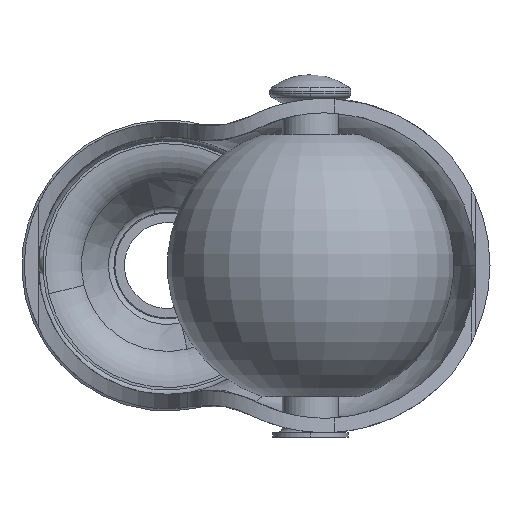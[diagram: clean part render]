
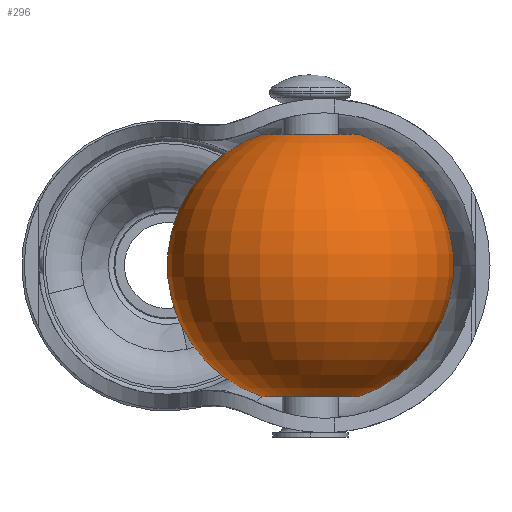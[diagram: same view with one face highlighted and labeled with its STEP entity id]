
A CAD part, front view. The second image highlights one B-rep face of the part: STEP entity #296.
In plain terms, the highlighted toroidal (fillet/blend) face has major radius 0.547 mm and minor radius 14.453 mm.
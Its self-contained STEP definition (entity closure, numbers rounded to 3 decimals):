
#207 = EDGE_CURVE ( 'NONE', #3033, #4746, #5900, .T. ) ;
#296 = ADVANCED_FACE ( 'NONE', ( #4831 ), #695, .T. ) ;
#351 = EDGE_CURVE ( 'NONE', #5280, #3033, #2103, .T. ) ;
#695 = TOROIDAL_SURFACE ( 'NONE', #3635, 0.547, 14.453 ) ;
#923 = DIRECTION ( 'NONE',  ( 0., 1., 0. ) ) ;
#1181 = EDGE_CURVE ( 'NONE', #4249, #4746, #5456, .T. ) ;
#1326 = AXIS2_PLACEMENT_3D ( 'NONE', #6349, #2749, #5829 ) ;
#1512 = DIRECTION ( 'NONE',  ( -1., 0., 0. ) ) ;
#1738 = CARTESIAN_POINT ( 'NONE',  ( 20., -29.755, -13.75 ) ) ;
#2044 = CARTESIAN_POINT ( 'NONE',  ( 15., -29.755, 13.75 ) ) ;
#2103 = CIRCLE ( 'NONE', #5011, 5. ) ;
#2657 = AXIS2_PLACEMENT_3D ( 'NONE', #3662, #6237, #4181 ) ;
#2749 = DIRECTION ( 'NONE',  ( 0., -1., 0. ) ) ;
#3033 = VERTEX_POINT ( 'NONE', #6334 ) ;
#3280 = ORIENTED_EDGE ( 'NONE', *, *, #351, .T. ) ;
#3332 = DIRECTION ( 'NONE',  ( -1., 0., 0. ) ) ;
#3425 = CIRCLE ( 'NONE', #3833, 14.453 ) ;
#3635 = AXIS2_PLACEMENT_3D ( 'NONE', #5459, #6413, #3332 ) ;
#3642 = EDGE_LOOP ( 'NONE', ( #5549, #3280, #4603, #4751 ) ) ;
#3662 = CARTESIAN_POINT ( 'NONE',  ( 15., -29.755, -13.75 ) ) ;
#3833 = AXIS2_PLACEMENT_3D ( 'NONE', #4031, #923, #4543 ) ;
#4031 = CARTESIAN_POINT ( 'NONE',  ( 15.547, -29.755, 0. ) ) ;
#4181 = DIRECTION ( 'NONE',  ( -1., 0., 0. ) ) ;
#4249 = VERTEX_POINT ( 'NONE', #1738 ) ;
#4543 = DIRECTION ( 'NONE',  ( -1., 0., 0. ) ) ;
#4603 = ORIENTED_EDGE ( 'NONE', *, *, #207, .T. ) ;
#4746 = VERTEX_POINT ( 'NONE', #6418 ) ;
#4751 = ORIENTED_EDGE ( 'NONE', *, *, #1181, .F. ) ;
#4831 = FACE_OUTER_BOUND ( 'NONE', #3642, .T. ) ;
#5011 = AXIS2_PLACEMENT_3D ( 'NONE', #2044, #5129, #1512 ) ;
#5129 = DIRECTION ( 'NONE',  ( 0., 0., -1. ) ) ;
#5170 = CARTESIAN_POINT ( 'NONE',  ( 20., -29.755, 13.75 ) ) ;
#5280 = VERTEX_POINT ( 'NONE', #5170 ) ;
#5456 = CIRCLE ( 'NONE', #2657, 5. ) ;
#5459 = CARTESIAN_POINT ( 'NONE',  ( 15., -29.755, 0. ) ) ;
#5549 = ORIENTED_EDGE ( 'NONE', *, *, #6611, .F. ) ;
#5829 = DIRECTION ( 'NONE',  ( 0., 0., -1. ) ) ;
#5900 = CIRCLE ( 'NONE', #1326, 14.453 ) ;
#6237 = DIRECTION ( 'NONE',  ( 0., 0., -1. ) ) ;
#6334 = CARTESIAN_POINT ( 'NONE',  ( 10., -29.755, 13.75 ) ) ;
#6349 = CARTESIAN_POINT ( 'NONE',  ( 14.453, -29.755, 0. ) ) ;
#6413 = DIRECTION ( 'NONE',  ( 0., 0., -1. ) ) ;
#6418 = CARTESIAN_POINT ( 'NONE',  ( 10., -29.755, -13.75 ) ) ;
#6611 = EDGE_CURVE ( 'NONE', #5280, #4249, #3425, .T. ) ;
